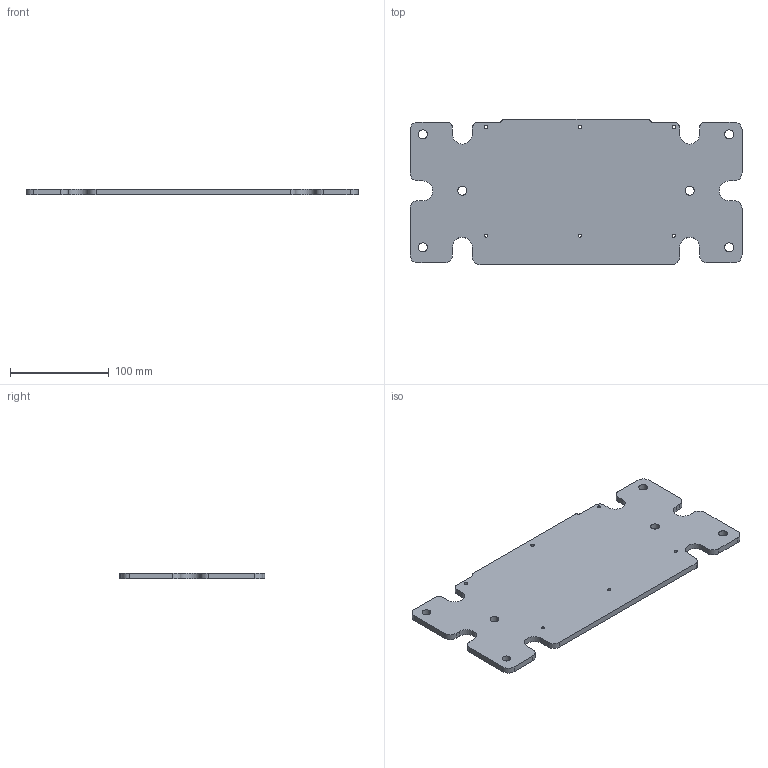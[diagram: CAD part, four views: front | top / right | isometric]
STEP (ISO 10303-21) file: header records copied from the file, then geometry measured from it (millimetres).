
FILE_DESCRIPTION (( 'STEP AP203' ), '1' );
FILE_NAME ('TOMCOHEATPLATE(A).STEP', '2021-04-13T12:03:04', ( ' ' ), ( '' ), 'SwSTEP 2.0', 'SolidWorks 2011', '' );
FILE_SCHEMA (( 'CONFIG_CONTROL_DESIGN' ));
Length unit declared in the file: millimetre
Products named in the file (1): TOMCOHEATPLATE(A)
Bounding box: 336 x 147.5 x 6 mm (x, y, z)
Volume: 273248.5 mm3; surface area: 99349 mm2
Topology: 1 solids, 1 shells, 78 faces, 228 edges, 152 vertices
Faces by surface type: cylinder 51, plane 27
Entity records: 2759 total; most frequent: DIRECTION 488, CARTESIAN_POINT 459, ORIENTED_EDGE 456, EDGE_CURVE 228, AXIS2_PLACEMENT_3D 181, VERTEX_POINT 152, VECTOR 126, LINE 126
